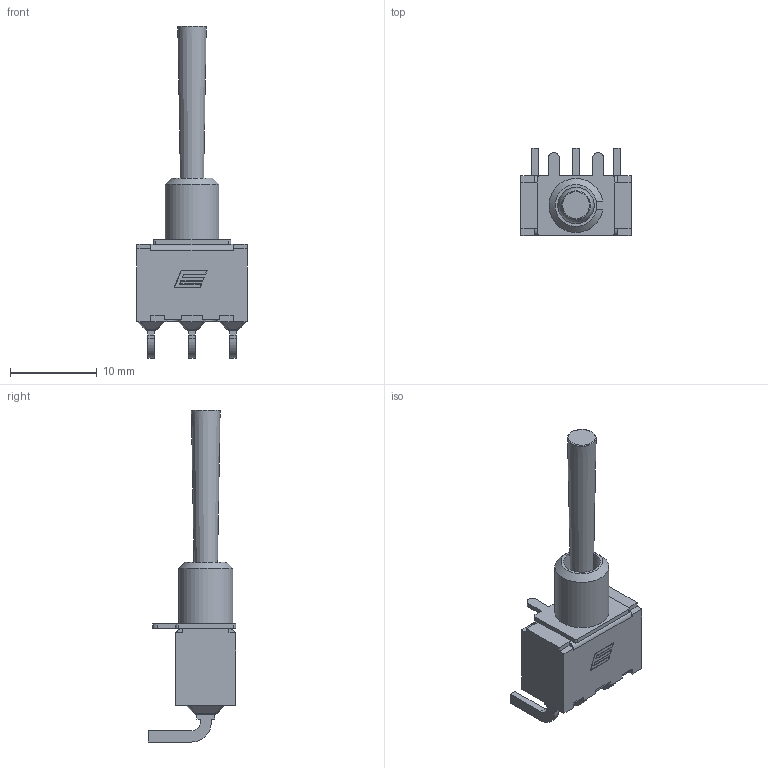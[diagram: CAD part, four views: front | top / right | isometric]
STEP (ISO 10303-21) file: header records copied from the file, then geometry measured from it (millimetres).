
FILE_DESCRIPTION((' '),'2;1');
FILE_NAME('100SPxT4B4M6xE.stp','2017-08-02T15:11:06',(' '),(' '),' ','ACIS',' ');
FILE_SCHEMA(('CONFIG_CONTROL_DESIGN'));
Length unit declared in the file: inch
Products named in the file (3): 100SPxT4B4M6xE.stp; Body1; Body2
Assembly tree (2 placements, depth 2):
  100SPxT4B4M6xE.stp
    Body1
    Body2
Bounding box: 12.7 x 10.03 x 38.22 mm (x, y, z)
Volume: 1122.6 mm3; surface area: 1262.6 mm2
Topology: 3 solids, 3 shells, 219 faces, 554 edges, 349 vertices
Faces by surface type: plane 157, cylinder 46, sphere 13, cone 2, torus 1
Full cylindrical faces by diameter (mm): 4.2 x1
Entity records: 6814 total; most frequent: CARTESIAN_POINT 1127, DIRECTION 1100, ORIENTED_EDGE 1096, EDGE_CURVE 548, VECTOR 436, LINE 436, VERTEX_POINT 347, AXIS2_PLACEMENT_3D 332
